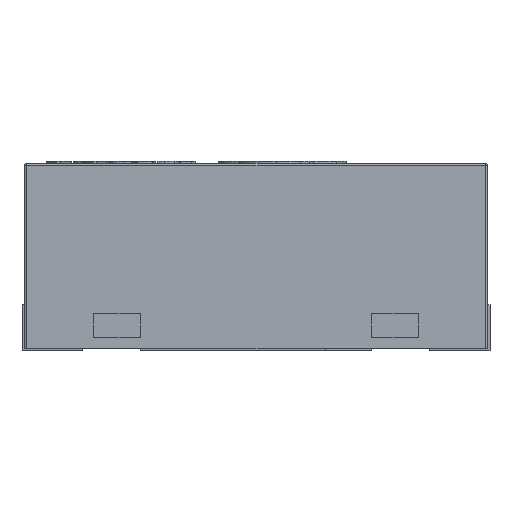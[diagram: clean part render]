
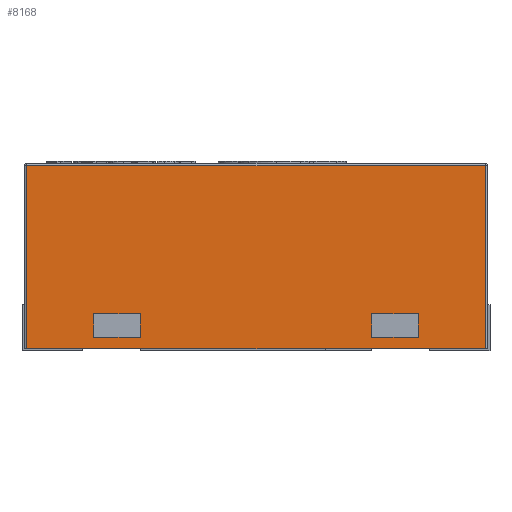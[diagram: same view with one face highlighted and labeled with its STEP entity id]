
A CAD part, left-side view. The second image highlights one B-rep face of the part: STEP entity #8168.
In plain terms, the highlighted planar face has unit normal (-1, 0, 0).
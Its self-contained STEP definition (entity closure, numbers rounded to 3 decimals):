
#82 = CARTESIAN_POINT ( 'NONE',  ( -1., 0.7, -0.75 ) ) ;
#276 = LINE ( 'NONE', #14376, #799 ) ;
#294 = ORIENTED_EDGE ( 'NONE', *, *, #3992, .T. ) ;
#473 = DIRECTION ( 'NONE',  ( 0., 0., -1. ) ) ;
#575 = DIRECTION ( 'NONE',  ( 0., 1., 0. ) ) ;
#647 = ORIENTED_EDGE ( 'NONE', *, *, #11683, .T. ) ;
#680 = CARTESIAN_POINT ( 'NONE',  ( -1., 1., -0.8 ) ) ;
#799 = VECTOR ( 'NONE', #8869, 1000. ) ;
#811 = EDGE_LOOP ( 'NONE', ( #10128, #9403, #14440, #12250 ) ) ;
#1031 = VERTEX_POINT ( 'NONE', #1752 ) ;
#1644 = LINE ( 'NONE', #82, #7458 ) ;
#1752 = CARTESIAN_POINT ( 'NONE',  ( -1., -0.7, -0.65 ) ) ;
#1982 = ORIENTED_EDGE ( 'NONE', *, *, #5922, .T. ) ;
#2047 = VERTEX_POINT ( 'NONE', #3291 ) ;
#2806 = CARTESIAN_POINT ( 'NONE',  ( -1., -0.99, -0.8 ) ) ;
#3054 = VERTEX_POINT ( 'NONE', #7075 ) ;
#3140 = ORIENTED_EDGE ( 'NONE', *, *, #10671, .T. ) ;
#3291 = CARTESIAN_POINT ( 'NONE',  ( -1., 0.99, -0.01 ) ) ;
#3384 = EDGE_LOOP ( 'NONE', ( #1982, #294, #647, #7564 ) ) ;
#3484 = CARTESIAN_POINT ( 'NONE',  ( -1., 1., -0.8 ) ) ;
#3985 = CARTESIAN_POINT ( 'NONE',  ( -1., 0.5, -0.65 ) ) ;
#3992 = EDGE_CURVE ( 'NONE', #17347, #16682, #11494, .T. ) ;
#4315 = CARTESIAN_POINT ( 'NONE',  ( -1., 0.5, -0.75 ) ) ;
#4609 = VECTOR ( 'NONE', #10933, 1000. ) ;
#4840 = DIRECTION ( 'NONE',  ( 0., 0., 1. ) ) ;
#4973 = VECTOR ( 'NONE', #473, 1000. ) ;
#5492 = EDGE_CURVE ( 'NONE', #1031, #12045, #16064, .T. ) ;
#5922 = EDGE_CURVE ( 'NONE', #10944, #17347, #11695, .T. ) ;
#7055 = EDGE_CURVE ( 'NONE', #17909, #11320, #1644, .T. ) ;
#7075 = CARTESIAN_POINT ( 'NONE',  ( -1., 0.7, -0.65 ) ) ;
#7107 = LINE ( 'NONE', #8670, #10214 ) ;
#7208 = AXIS2_PLACEMENT_3D ( 'NONE', #680, #11753, #4840 ) ;
#7458 = VECTOR ( 'NONE', #12509, 1000. ) ;
#7564 = ORIENTED_EDGE ( 'NONE', *, *, #10476, .T. ) ;
#7572 = DIRECTION ( 'NONE',  ( 0., 1., 0. ) ) ;
#7921 = VECTOR ( 'NONE', #13345, 1000. ) ;
#8086 = VECTOR ( 'NONE', #18152, 1000. ) ;
#8168 = ADVANCED_FACE ( 'NONE', ( #9534, #15168, #11199 ), #11944, .T. ) ;
#8186 = ORIENTED_EDGE ( 'NONE', *, *, #12003, .T. ) ;
#8241 = VECTOR ( 'NONE', #575, 1000. ) ;
#8414 = ORIENTED_EDGE ( 'NONE', *, *, #16317, .T. ) ;
#8418 = CARTESIAN_POINT ( 'NONE',  ( -1., -0.99, -0.01 ) ) ;
#8470 = DIRECTION ( 'NONE',  ( 0., 0., -1. ) ) ;
#8550 = CARTESIAN_POINT ( 'NONE',  ( -1., -0.7, -0.75 ) ) ;
#8670 = CARTESIAN_POINT ( 'NONE',  ( -1., 0.7, -0.75 ) ) ;
#8753 = CARTESIAN_POINT ( 'NONE',  ( -1., 0.5, -0.75 ) ) ;
#8869 = DIRECTION ( 'NONE',  ( 0., -1., 0. ) ) ;
#9076 = LINE ( 'NONE', #15895, #8241 ) ;
#9116 = VECTOR ( 'NONE', #14734, 1000. ) ;
#9403 = ORIENTED_EDGE ( 'NONE', *, *, #5492, .T. ) ;
#9534 = FACE_BOUND ( 'NONE', #15764, .T. ) ;
#10128 = ORIENTED_EDGE ( 'NONE', *, *, #11724, .T. ) ;
#10214 = VECTOR ( 'NONE', #15767, 1000. ) ;
#10476 = EDGE_CURVE ( 'NONE', #2047, #10944, #14753, .T. ) ;
#10671 = EDGE_CURVE ( 'NONE', #11320, #3054, #7107, .T. ) ;
#10933 = DIRECTION ( 'NONE',  ( 0., -1., 0. ) ) ;
#10944 = VERTEX_POINT ( 'NONE', #11526 ) ;
#11199 = FACE_OUTER_BOUND ( 'NONE', #3384, .T. ) ;
#11320 = VERTEX_POINT ( 'NONE', #14401 ) ;
#11494 = LINE ( 'NONE', #2806, #8086 ) ;
#11504 = LINE ( 'NONE', #8753, #17730 ) ;
#11526 = CARTESIAN_POINT ( 'NONE',  ( -1., 0.99, -0.8 ) ) ;
#11679 = VECTOR ( 'NONE', #7572, 1000. ) ;
#11683 = EDGE_CURVE ( 'NONE', #16682, #2047, #15691, .T. ) ;
#11695 = LINE ( 'NONE', #3484, #9116 ) ;
#11724 = EDGE_CURVE ( 'NONE', #17353, #1031, #276, .T. ) ;
#11753 = DIRECTION ( 'NONE',  ( -1., 0., 0. ) ) ;
#11944 = PLANE ( 'NONE',  #7208 ) ;
#12003 = EDGE_CURVE ( 'NONE', #3054, #14327, #13769, .T. ) ;
#12045 = VERTEX_POINT ( 'NONE', #8550 ) ;
#12164 = LINE ( 'NONE', #17800, #7921 ) ;
#12250 = ORIENTED_EDGE ( 'NONE', *, *, #12481, .T. ) ;
#12392 = CARTESIAN_POINT ( 'NONE',  ( -1., 0.7, -0.65 ) ) ;
#12481 = EDGE_CURVE ( 'NONE', #18044, #17353, #12164, .T. ) ;
#12509 = DIRECTION ( 'NONE',  ( 0., 1., 0. ) ) ;
#13089 = CARTESIAN_POINT ( 'NONE',  ( -1., 0.99, -0.8 ) ) ;
#13345 = DIRECTION ( 'NONE',  ( 0., 0., 1. ) ) ;
#13716 = VECTOR ( 'NONE', #17627, 1000. ) ;
#13769 = LINE ( 'NONE', #12392, #4609 ) ;
#14110 = CARTESIAN_POINT ( 'NONE',  ( -1., -0.5, -0.65 ) ) ;
#14327 = VERTEX_POINT ( 'NONE', #3985 ) ;
#14376 = CARTESIAN_POINT ( 'NONE',  ( -1., -0.7, -0.65 ) ) ;
#14401 = CARTESIAN_POINT ( 'NONE',  ( -1., 0.7, -0.75 ) ) ;
#14440 = ORIENTED_EDGE ( 'NONE', *, *, #14548, .T. ) ;
#14479 = CARTESIAN_POINT ( 'NONE',  ( -1., -0.7, -0.75 ) ) ;
#14548 = EDGE_CURVE ( 'NONE', #12045, #18044, #9076, .T. ) ;
#14734 = DIRECTION ( 'NONE',  ( 0., -1., 0. ) ) ;
#14753 = LINE ( 'NONE', #13089, #13716 ) ;
#15168 = FACE_BOUND ( 'NONE', #811, .T. ) ;
#15246 = CARTESIAN_POINT ( 'NONE',  ( -1., -0.99, -0.8 ) ) ;
#15691 = LINE ( 'NONE', #15868, #11679 ) ;
#15764 = EDGE_LOOP ( 'NONE', ( #15796, #3140, #8186, #8414 ) ) ;
#15767 = DIRECTION ( 'NONE',  ( 0., 0., 1. ) ) ;
#15796 = ORIENTED_EDGE ( 'NONE', *, *, #7055, .T. ) ;
#15868 = CARTESIAN_POINT ( 'NONE',  ( -1., 1., -0.01 ) ) ;
#15895 = CARTESIAN_POINT ( 'NONE',  ( -1., -0.7, -0.75 ) ) ;
#16064 = LINE ( 'NONE', #14479, #4973 ) ;
#16317 = EDGE_CURVE ( 'NONE', #14327, #17909, #11504, .T. ) ;
#16682 = VERTEX_POINT ( 'NONE', #8418 ) ;
#16891 = CARTESIAN_POINT ( 'NONE',  ( -1., -0.5, -0.75 ) ) ;
#17347 = VERTEX_POINT ( 'NONE', #15246 ) ;
#17353 = VERTEX_POINT ( 'NONE', #14110 ) ;
#17627 = DIRECTION ( 'NONE',  ( 0., 0., -1. ) ) ;
#17730 = VECTOR ( 'NONE', #8470, 1000. ) ;
#17800 = CARTESIAN_POINT ( 'NONE',  ( -1., -0.5, -0.75 ) ) ;
#17909 = VERTEX_POINT ( 'NONE', #4315 ) ;
#18044 = VERTEX_POINT ( 'NONE', #16891 ) ;
#18152 = DIRECTION ( 'NONE',  ( 0., 0., 1. ) ) ;
